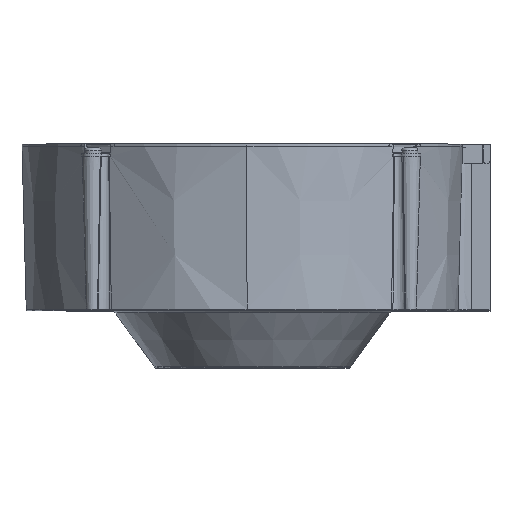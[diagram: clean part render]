
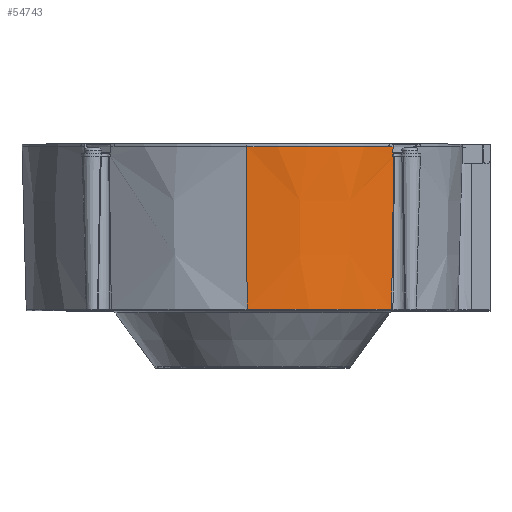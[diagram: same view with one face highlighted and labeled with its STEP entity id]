
A CAD part, top view. The second image highlights one B-rep face of the part: STEP entity #54743.
In plain terms, the highlighted conical face has half-angle 1.5 degrees and reference radius 74.886 mm.
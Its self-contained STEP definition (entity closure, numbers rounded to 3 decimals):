
#928 = LINE ( 'NONE', #89165, #29876 ) ;
#1412 = VERTEX_POINT ( 'NONE', #38400 ) ;
#3112 = EDGE_LOOP ( 'NONE', ( #72438, #80635, #91816, #32001, #29662, #77037, #65025 ) ) ;
#5074 = B_SPLINE_CURVE_WITH_KNOTS ( 'NONE', 3,
 ( #83942, #26630, #83581, #99051 ),
 .UNSPECIFIED., .F., .F.,
 ( 4, 4 ),
 ( 0., 1. ),
 .UNSPECIFIED. ) ;
#5414 = EDGE_CURVE ( 'NONE', #1412, #85118, #48808, .T. ) ;
#8467 = DIRECTION ( 'NONE',  ( 0., 1., 0. ) ) ;
#9396 = B_SPLINE_CURVE_WITH_KNOTS ( 'NONE', 3,
 ( #13034, #85783, #69607, #54469 ),
 .UNSPECIFIED., .F., .F.,
 ( 4, 4 ),
 ( 0., 1. ),
 .UNSPECIFIED. ) ;
#13034 = CARTESIAN_POINT ( 'NONE',  ( 50.945, -0.513, 58.878 ) ) ;
#15907 = AXIS2_PLACEMENT_3D ( 'NONE', #51177, #58196, #18174 ) ;
#17589 = FACE_OUTER_BOUND ( 'NONE', #3112, .T. ) ;
#18174 = DIRECTION ( 'NONE',  ( 0.043, 0., -0.999 ) ) ;
#18595 = VERTEX_POINT ( 'NONE', #87496 ) ;
#19467 = EDGE_CURVE ( 'NONE', #85118, #81881, #9396, .T. ) ;
#23386 = AXIS2_PLACEMENT_3D ( 'NONE', #77671, #45936, #45582 ) ;
#23923 = CIRCLE ( 'NONE', #70537, 75.666 ) ;
#25213 = CARTESIAN_POINT ( 'NONE',  ( 51.432, 55.5, 60.412 ) ) ;
#25437 = AXIS2_PLACEMENT_3D ( 'NONE', #44736, #84870, #93295 ) ;
#26630 = CARTESIAN_POINT ( 'NONE',  ( 51.454, 56.667, 60.433 ) ) ;
#27354 = VERTEX_POINT ( 'NONE', #25213 ) ;
#29662 = ORIENTED_EDGE ( 'NONE', *, *, #85151, .T. ) ;
#29876 = VECTOR ( 'NONE', #64556, 1000. ) ;
#32001 = ORIENTED_EDGE ( 'NONE', *, *, #19467, .T. ) ;
#35037 = CONICAL_SURFACE ( 'NONE', #15907, 74.886, 0.026 ) ;
#38400 = CARTESIAN_POINT ( 'NONE',  ( -1.98, -0.513, 77.968 ) ) ;
#40044 = CARTESIAN_POINT ( 'NONE',  ( 1.22, 55.5, 3.93 ) ) ;
#40698 = CARTESIAN_POINT ( 'NONE',  ( 50.945, -0.513, 58.878 ) ) ;
#41712 = CARTESIAN_POINT ( 'NONE',  ( -2.046, 59., 79.525 ) ) ;
#44324 = AXIS2_PLACEMENT_3D ( 'NONE', #40044, #56219, #81175 ) ;
#44736 = CARTESIAN_POINT ( 'NONE',  ( 1.22, -0.513, 3.93 ) ) ;
#45582 = DIRECTION ( 'NONE',  ( 0.645, 0., 0.764 ) ) ;
#45936 = DIRECTION ( 'NONE',  ( 0., -1., 0. ) ) ;
#48808 = CIRCLE ( 'NONE', #25437, 74.107 ) ;
#51177 = CARTESIAN_POINT ( 'NONE',  ( 1.22, 29.243, 3.93 ) ) ;
#54469 = CARTESIAN_POINT ( 'NONE',  ( 51.781, 55.5, 60.1 ) ) ;
#54743 = ADVANCED_FACE ( 'NONE', ( #17589 ), #35037, .T. ) ;
#56144 = CARTESIAN_POINT ( 'NONE',  ( 51.497, 59., 60.477 ) ) ;
#56219 = DIRECTION ( 'NONE',  ( 0., -1., 0. ) ) ;
#56545 = CARTESIAN_POINT ( 'NONE',  ( 1.22, 59., 3.93 ) ) ;
#58196 = DIRECTION ( 'NONE',  ( 0., 1., 0. ) ) ;
#59017 = EDGE_CURVE ( 'NONE', #18595, #96013, #23923, .T. ) ;
#64046 = VERTEX_POINT ( 'NONE', #41712 ) ;
#64556 = DIRECTION ( 'NONE',  ( -0.001, 1., 0.026 ) ) ;
#65025 = ORIENTED_EDGE ( 'NONE', *, *, #59017, .F. ) ;
#69607 = CARTESIAN_POINT ( 'NONE',  ( 51.45, 36.319, 59.722 ) ) ;
#69710 = CIRCLE ( 'NONE', #44324, 75.574 ) ;
#70537 = AXIS2_PLACEMENT_3D ( 'NONE', #56545, #8467, #95935 ) ;
#70983 = EDGE_CURVE ( 'NONE', #27354, #96013, #5074, .T. ) ;
#71221 = CIRCLE ( 'NONE', #23386, 75.666 ) ;
#72438 = ORIENTED_EDGE ( 'NONE', *, *, #101532, .T. ) ;
#77037 = ORIENTED_EDGE ( 'NONE', *, *, #70983, .T. ) ;
#77671 = CARTESIAN_POINT ( 'NONE',  ( 1.22, 59., 3.93 ) ) ;
#80635 = ORIENTED_EDGE ( 'NONE', *, *, #83048, .F. ) ;
#81175 = DIRECTION ( 'NONE',  ( 0.669, 0., 0.743 ) ) ;
#81881 = VERTEX_POINT ( 'NONE', #85610 ) ;
#83048 = EDGE_CURVE ( 'NONE', #1412, #64046, #928, .T. ) ;
#83581 = CARTESIAN_POINT ( 'NONE',  ( 51.475, 57.833, 60.455 ) ) ;
#83942 = CARTESIAN_POINT ( 'NONE',  ( 51.432, 55.5, 60.412 ) ) ;
#84870 = DIRECTION ( 'NONE',  ( 0., 1., 0. ) ) ;
#85118 = VERTEX_POINT ( 'NONE', #40698 ) ;
#85151 = EDGE_CURVE ( 'NONE', #81881, #27354, #69710, .T. ) ;
#85610 = CARTESIAN_POINT ( 'NONE',  ( 51.781, 55.5, 60.1 ) ) ;
#85783 = CARTESIAN_POINT ( 'NONE',  ( 51.172, 17.648, 59.314 ) ) ;
#87496 = CARTESIAN_POINT ( 'NONE',  ( 50.033, 59., 61.745 ) ) ;
#89165 = CARTESIAN_POINT ( 'NONE',  ( -1.981, -0.513, 77.968 ) ) ;
#91816 = ORIENTED_EDGE ( 'NONE', *, *, #5414, .T. ) ;
#93295 = DIRECTION ( 'NONE',  ( -0.043, 0., 0.999 ) ) ;
#95935 = DIRECTION ( 'NONE',  ( 0.645, 0., 0.764 ) ) ;
#96013 = VERTEX_POINT ( 'NONE', #56144 ) ;
#99051 = CARTESIAN_POINT ( 'NONE',  ( 51.497, 59., 60.477 ) ) ;
#101532 = EDGE_CURVE ( 'NONE', #18595, #64046, #71221, .T. ) ;
